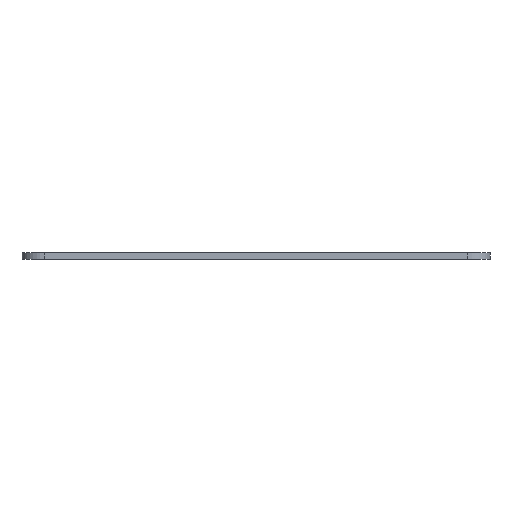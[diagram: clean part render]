
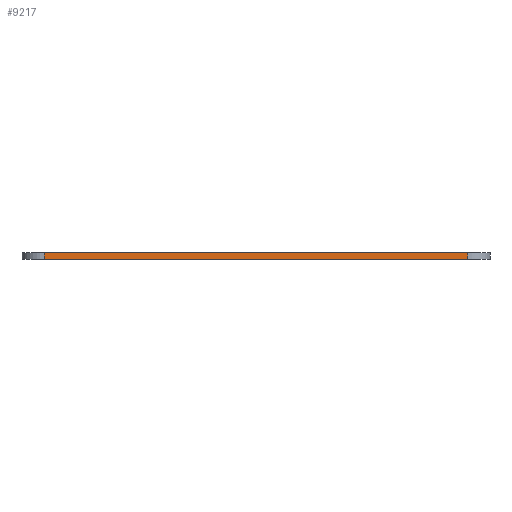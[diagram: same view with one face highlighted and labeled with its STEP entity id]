
A CAD part, front view. The second image highlights one B-rep face of the part: STEP entity #9217.
In plain terms, the highlighted planar face has unit normal (0, -1, 0).
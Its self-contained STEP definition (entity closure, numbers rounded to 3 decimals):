
#1471=FACE_OUTER_BOUND('',#2017,.T.);
#2017=EDGE_LOOP('',(#8543,#8544,#8545,#8546));
#2556=LINE('',#17492,#3316);
#2621=LINE('',#17718,#3381);
#2681=LINE('',#17918,#3441);
#2682=LINE('',#17920,#3442);
#3316=VECTOR('',#10312,10.);
#3381=VECTOR('',#10485,10.);
#3441=VECTOR('',#10633,10.);
#3442=VECTOR('',#10636,10.);
#4246=VERTEX_POINT('',#17489);
#4247=VERTEX_POINT('',#17491);
#4353=VERTEX_POINT('',#17715);
#4354=VERTEX_POINT('',#17717);
#5510=EDGE_CURVE('',#4246,#4247,#2556,.T.);
#5620=EDGE_CURVE('',#4353,#4354,#2621,.T.);
#5721=EDGE_CURVE('',#4247,#4353,#2681,.T.);
#5722=EDGE_CURVE('',#4354,#4246,#2682,.T.);
#8543=ORIENTED_EDGE('',*,*,#5721,.F.);
#8544=ORIENTED_EDGE('',*,*,#5510,.F.);
#8545=ORIENTED_EDGE('',*,*,#5722,.F.);
#8546=ORIENTED_EDGE('',*,*,#5620,.F.);
#8733=PLANE('',#9543);
#9217=ADVANCED_FACE('',(#1471),#8733,.T.);
#9543=AXIS2_PLACEMENT_3D('',#18114,#10927,#10928);
#10312=DIRECTION('',(1.,0.,0.));
#10485=DIRECTION('',(-1.,0.,0.));
#10633=DIRECTION('',(0.,0.,-1.));
#10636=DIRECTION('',(0.,0.,1.));
#10927=DIRECTION('center_axis',(0.,-1.,0.));
#10928=DIRECTION('ref_axis',(1.,0.,0.));
#17489=CARTESIAN_POINT('',(-4.975,-95.7,1.5));
#17491=CARTESIAN_POINT('',(90.025,-95.7,1.5));
#17492=CARTESIAN_POINT('',(95.025,-95.7,1.5));
#17715=CARTESIAN_POINT('',(90.025,-95.7,0.));
#17717=CARTESIAN_POINT('',(-4.975,-95.7,0.));
#17718=CARTESIAN_POINT('',(95.025,-95.7,0.));
#17918=CARTESIAN_POINT('',(90.025,-95.7,0.));
#17920=CARTESIAN_POINT('',(-4.975,-95.7,0.));
#18114=CARTESIAN_POINT('Origin',(-9.975,-95.7,0.));
